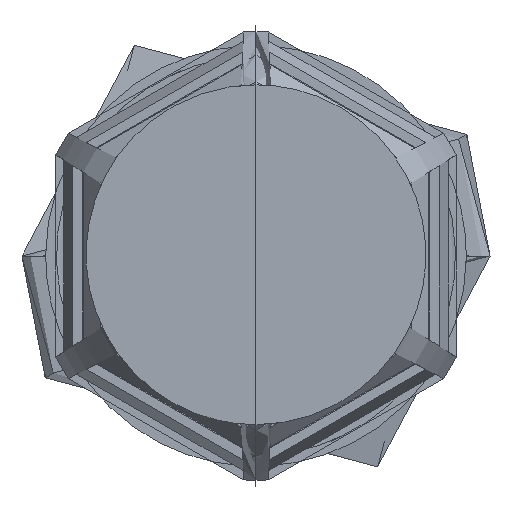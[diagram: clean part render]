
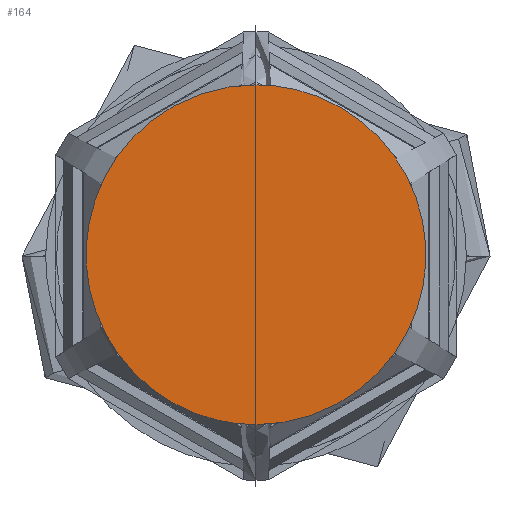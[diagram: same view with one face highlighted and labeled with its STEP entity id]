
A CAD part, top view. The second image highlights one B-rep face of the part: STEP entity #164.
In plain terms, the highlighted planar face has unit normal (0, 0, 1).
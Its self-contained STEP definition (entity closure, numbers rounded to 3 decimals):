
#65=PLANE($,#2990);
#164=ADVANCED_FACE($,(#340),#65,.T.);
#340=FACE_OUTER_BOUND($,#516,.T.);
#516=EDGE_LOOP($,(#871,#872));
#871=ORIENTED_EDGE($,*,*,#1637,.T.);
#872=ORIENTED_EDGE($,*,*,#1638,.T.);
#1637=EDGE_CURVE($,#2023,#2024,#2497,.T.);
#1638=EDGE_CURVE($,#2024,#2023,#2498,.T.);
#2023=VERTEX_POINT($,#7695);
#2024=VERTEX_POINT($,#7696);
#2497=(
BOUNDED_CURVE()
B_SPLINE_CURVE(2,(#7455,#7456,#7457,#7458,#7459),.UNSPECIFIED.,.F.,.F.)
B_SPLINE_CURVE_WITH_KNOTS((3,2,3),(-248.186,-124.093,0.),
.UNSPECIFIED.)
CURVE()
GEOMETRIC_REPRESENTATION_ITEM()
RATIONAL_B_SPLINE_CURVE((1.,0.707,1.,0.707,1.))
REPRESENTATION_ITEM($)
);
#2498=(
BOUNDED_CURVE()
B_SPLINE_CURVE(2,(#7460,#7461,#7462,#7463,#7464),.UNSPECIFIED.,.F.,.F.)
B_SPLINE_CURVE_WITH_KNOTS((3,2,3),(0.,124.093,248.186),
.UNSPECIFIED.)
CURVE()
GEOMETRIC_REPRESENTATION_ITEM()
RATIONAL_B_SPLINE_CURVE((1.,0.707,1.,0.707,1.))
REPRESENTATION_ITEM($)
);
#2990=AXIS2_PLACEMENT_3D($,#7561,#3048,$);
#3048=DIRECTION($,(0.,0.,1.));
#7455=CARTESIAN_POINT($,(27.83,-1336.909,300.295));
#7456=CARTESIAN_POINT($,(106.83,-1336.909,300.295));
#7457=CARTESIAN_POINT($,(106.83,-1257.909,300.295));
#7458=CARTESIAN_POINT($,(106.83,-1178.909,300.295));
#7459=CARTESIAN_POINT($,(27.83,-1178.909,300.295));
#7460=CARTESIAN_POINT($,(27.83,-1178.909,300.295));
#7461=CARTESIAN_POINT($,(-51.17,-1178.909,300.295));
#7462=CARTESIAN_POINT($,(-51.17,-1257.909,300.295));
#7463=CARTESIAN_POINT($,(-51.17,-1336.909,300.295));
#7464=CARTESIAN_POINT($,(27.83,-1336.909,300.295));
#7561=CARTESIAN_POINT($,(-52.75,-1338.489,300.295));
#7695=CARTESIAN_POINT($,(27.83,-1336.909,300.295));
#7696=CARTESIAN_POINT($,(27.83,-1178.909,300.295));
